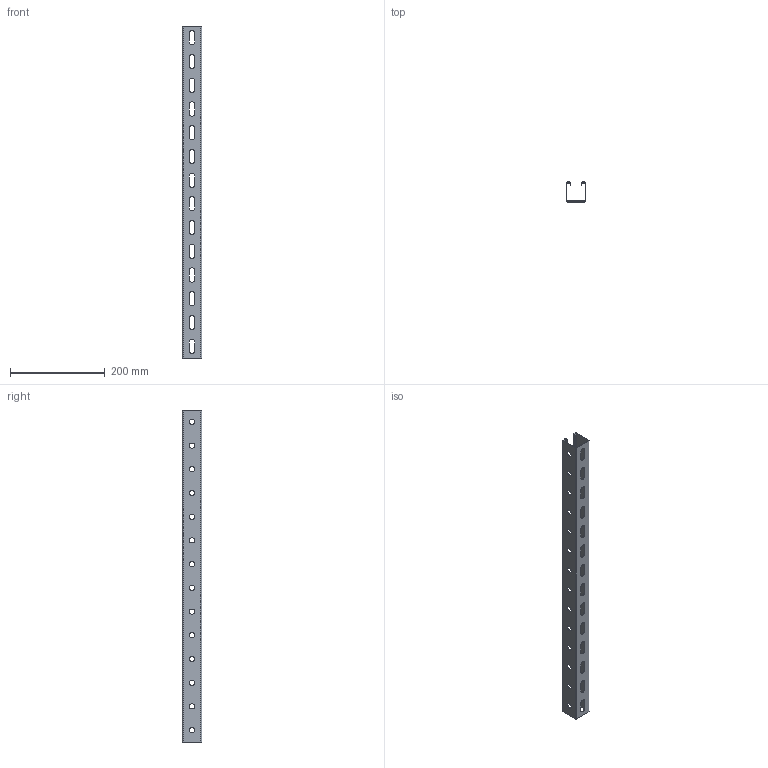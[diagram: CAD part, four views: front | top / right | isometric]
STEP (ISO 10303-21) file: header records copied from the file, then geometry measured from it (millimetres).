
FILE_DESCRIPTION (( 'STEP AP203' ), '1' );
FILE_NAME ('STRUT-镳铘桦黖h41-700.step', '2022-01-24T11:52:32', ( '' ), ( '' ), 'SwSTEP 2.0', 'SolidWorks 2017', '' );
FILE_SCHEMA (( 'CONFIG_CONTROL_DESIGN' ));
Length unit declared in the file: millimetre
Products named in the file (1): STRUT-镳铘桦黖h41-700
Bounding box: 41 x 41 x 700 mm (x, y, z)
Volume: 137805.8 mm3; surface area: 191536.4 mm2
Topology: 1 solids, 1 shells, 1334 faces, 3972 edges, 2640 vertices
Faces by surface type: plane 1244, cylinder 90
Entity records: 44189 total; most frequent: CARTESIAN_POINT 7947, ORIENTED_EDGE 7944, DIRECTION 6822, EDGE_CURVE 3972, LINE 3792, VECTOR 3792, VERTEX_POINT 2640, AXIS2_PLACEMENT_3D 1515
